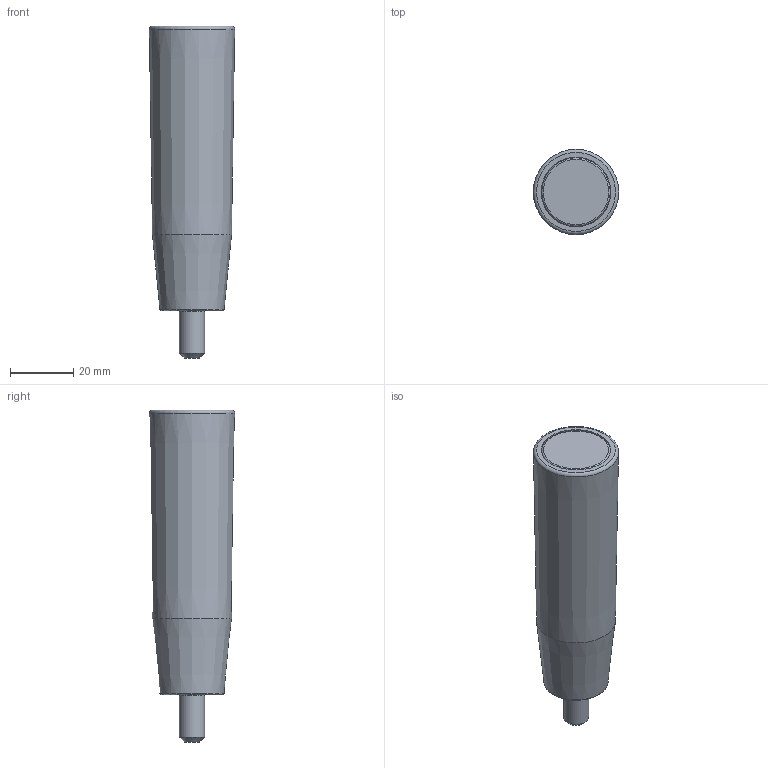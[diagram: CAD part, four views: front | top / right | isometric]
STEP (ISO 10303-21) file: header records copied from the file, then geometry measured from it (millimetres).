
FILE_DESCRIPTION( ( 'Unknown' ), '1' );
FILE_NAME( '6362023_PMC_26x90.stp', 'Unknown', ( 'Unknown' ), ( 'Unknown' ), 'PSStep 15.0.49', 'Unknown', ' ' );
FILE_SCHEMA( ( 'AUTOMOTIVE_DESIGN { 1 0 10303 214 1 1 1 1 }' ) );
Length unit declared in the file: millimetre
Products named in the file (1): 1564
Bounding box: 26.98 x 26.98 x 105 mm (x, y, z)
Volume: 44412.5 mm3; surface area: 9832.4 mm2
Topology: 1 solids, 3 shells, 23 faces, 43 edges, 28 vertices
Faces by surface type: plane 8, cylinder 6, torus 5, cone 4
Full cylindrical faces by diameter (mm): 8 x1, 17.8 x1, 21.7 x1, 21.8 x1, 22 x2
Entity records: 648 total; most frequent: DIRECTION 90, CARTESIAN_POINT 67, AXIS2_PLACEMENT_3D 45, EDGE_LOOP 42, ORIENTED_EDGE 42, FACE_OUTER_BOUND 34, STYLED_ITEM 23, PRESENTATION_STYLE_ASSIGNMENT 23
